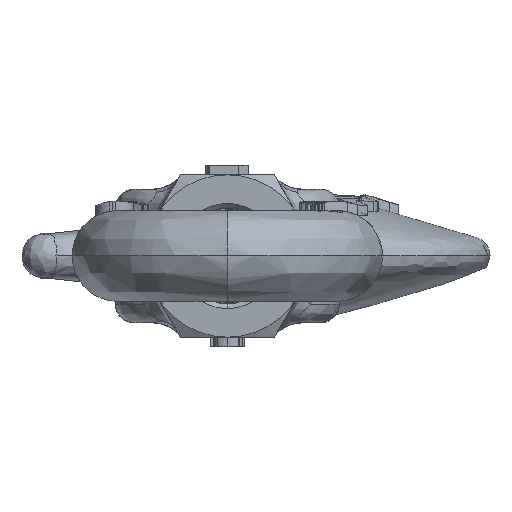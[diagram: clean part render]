
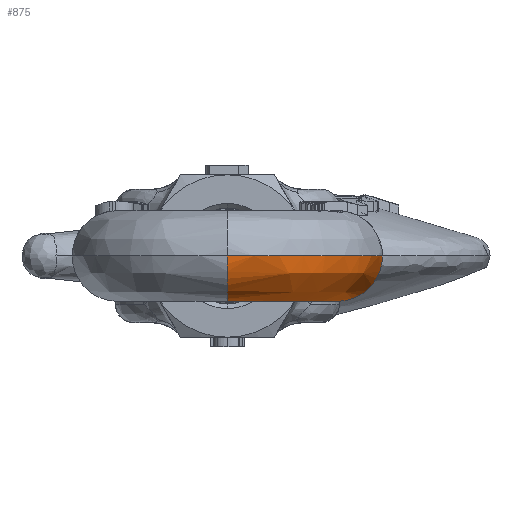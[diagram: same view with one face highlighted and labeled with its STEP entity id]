
A CAD part, left-side view. The second image highlights one B-rep face of the part: STEP entity #875.
In plain terms, the highlighted free-form (B-spline) face has degree [3, 3] with [4, 4] control points.
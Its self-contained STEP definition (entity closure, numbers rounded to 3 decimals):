
#875=ADVANCED_FACE('',(#2001),#2002,.T.);
#2001=FACE_OUTER_BOUND('',#12197,.T.);
#2002=(B_SPLINE_SURFACE(3,3,((#12199,#12200,#12201,#12202),(#12203,#12204,#12205,#12206),(#12207,#12208,#12209,#12210),(#12211,#12212,#12213,#12214)),.UNSPECIFIED.,.F.,.F.,.F.)B_SPLINE_SURFACE_WITH_KNOTS((4,4),(4,4),(0.0,1.0),(0.0,1.0),.UNSPECIFIED.)RATIONAL_B_SPLINE_SURFACE(((1.0,0.814,0.814,1.0),(0.333,0.271,0.271,0.333),(0.333,0.271,0.271,0.333),(1.0,0.814,0.814,1.0)))BOUNDED_SURFACE()REPRESENTATION_ITEM('')GEOMETRIC_REPRESENTATION_ITEM()SURFACE());
#12197=EDGE_LOOP('',(#16734,#16735,#16736,#16737));
#12199=CARTESIAN_POINT('',(-171.662,-6.745,0.));
#12200=CARTESIAN_POINT('',(-175.495,-6.599,0.));
#12201=CARTESIAN_POINT('',(-178.155,-3.835,0.));
#12202=CARTESIAN_POINT('',(-178.155,0.,0.));
#12203=CARTESIAN_POINT('',(-171.662,-6.745,-9.5));
#12204=CARTESIAN_POINT('',(-175.495,-6.599,-9.5));
#12205=CARTESIAN_POINT('',(-178.155,-3.835,-9.5));
#12206=CARTESIAN_POINT('',(-178.155,0.,-9.5));
#12207=CARTESIAN_POINT('',(-172.025,-16.238,-9.5));
#12208=CARTESIAN_POINT('',(-181.252,-15.886,-9.5));
#12209=CARTESIAN_POINT('',(-187.655,-9.234,-9.5));
#12210=CARTESIAN_POINT('',(-187.655,0.,-9.5));
#12211=CARTESIAN_POINT('',(-172.025,-16.238,0.));
#12212=CARTESIAN_POINT('',(-181.252,-15.886,0.));
#12213=CARTESIAN_POINT('',(-187.655,-9.234,0.));
#12214=CARTESIAN_POINT('',(-187.655,0.,0.));
#16734=ORIENTED_EDGE('',*,*,#19004,.F.);
#16735=ORIENTED_EDGE('',*,*,#19033,.F.);
#16736=ORIENTED_EDGE('',*,*,#19020,.F.);
#16737=ORIENTED_EDGE('',*,*,#19025,.T.);
#19004=EDGE_CURVE('',#21320,#21323,#21324,.T.);
#19020=EDGE_CURVE('',#21345,#21346,#21347,.T.);
#19025=EDGE_CURVE('',#21345,#21323,#21352,.T.);
#19033=EDGE_CURVE('',#21346,#21320,#21366,.T.);
#21320=VERTEX_POINT('',#30099);
#21323=VERTEX_POINT('',#30102);
#21324=CIRCLE('',#30103,4.75);
#21345=VERTEX_POINT('',#30271);
#21346=VERTEX_POINT('',#30272);
#21347=CIRCLE('',#30273,4.75);
#21352=CIRCLE('',#30278,16.25);
#21366=CIRCLE('',#30313,6.75);
#30099=CARTESIAN_POINT('',(-178.155,0.0,0.));
#30102=CARTESIAN_POINT('',(-187.655,0.0,0.));
#30103=AXIS2_PLACEMENT_3D('',#33841,#33842,#33843);
#30271=CARTESIAN_POINT('',(-172.025,-16.238,0.));
#30272=CARTESIAN_POINT('',(-171.662,-6.745,0.));
#30273=AXIS2_PLACEMENT_3D('',#33876,#33877,#33878);
#30278=AXIS2_PLACEMENT_3D('',#33891,#33892,#33893);
#30313=AXIS2_PLACEMENT_3D('',#33900,#33901,#33902);
#33841=CARTESIAN_POINT('',(-182.905,0.0,0.));
#33842=DIRECTION('',(0.0,1.0,0.0));
#33843=DIRECTION('',(-1.0,0.0,0.0));
#33876=CARTESIAN_POINT('',(-171.844,-11.492,0.));
#33877=DIRECTION('',(0.999,-0.038,0.0));
#33878=DIRECTION('',(-0.038,-0.999,0.0));
#33891=CARTESIAN_POINT('',(-171.405,0.0,0.));
#33892=DIRECTION('',(0.0,0.0,-1.0));
#33893=DIRECTION('',(-1.0,0.0,0.0));
#33900=CARTESIAN_POINT('',(-171.405,0.0,0.));
#33901=DIRECTION('',(0.0,0.0,-1.0));
#33902=DIRECTION('',(-1.0,0.0,0.0));
